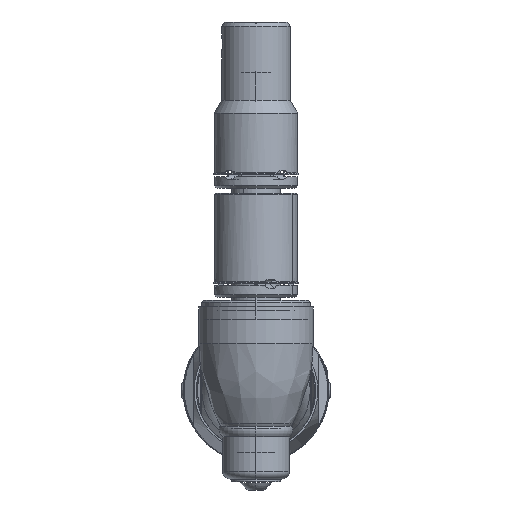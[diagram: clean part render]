
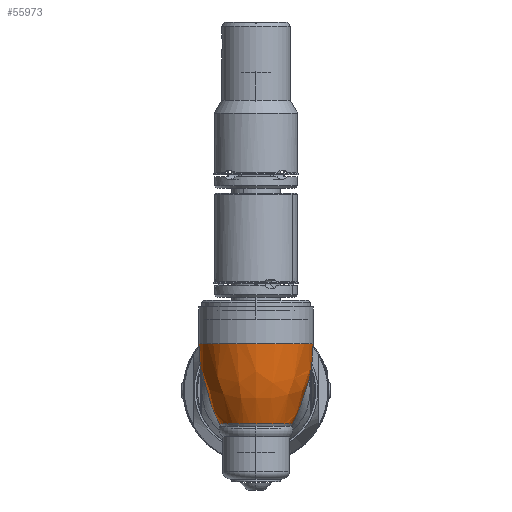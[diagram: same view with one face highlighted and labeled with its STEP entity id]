
A CAD part, left-side view. The second image highlights one B-rep face of the part: STEP entity #55973.
In plain terms, the highlighted free-form (B-spline) face has degree [3, 3] with [7, 4] control points.
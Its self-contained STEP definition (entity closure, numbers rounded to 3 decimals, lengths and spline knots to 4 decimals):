
#54519=CARTESIAN_POINT('',(-5.799,0.,-0.4005));
#54520=DIRECTION('',(0.,0.,-1.));
#54521=DIRECTION('',(0.327,-0.945,0.));
#54522=AXIS2_PLACEMENT_3D('',#54519,#54520,#54521);
#54529=CARTESIAN_POINT('',(-5.799,0.,0.562));
#54530=DIRECTION('',(0.,0.,-1.));
#54531=DIRECTION('',(0.713,-0.702,0.));
#54532=AXIS2_PLACEMENT_3D('',#54529,#54530,#54531);
#54664=CARTESIAN_POINT('',(-5.6551,0.4165,
-0.4005));
#54665=CARTESIAN_POINT('',(-5.6605,0.4245,
-0.3899));
#54666=CARTESIAN_POINT('',(-5.6709,0.4396,
-0.3689));
#54667=CARTESIAN_POINT('',(-5.6847,0.4595,
-0.3385));
#54668=CARTESIAN_POINT('',(-5.6962,0.477,
-0.3092));
#54669=CARTESIAN_POINT('',(-5.7048,0.4923,
-0.2811));
#54670=CARTESIAN_POINT('',(-5.7102,0.506,
-0.2537));
#54671=CARTESIAN_POINT('',(-5.712,0.5189,
-0.2251));
#54672=CARTESIAN_POINT('',(-5.709,0.5316,
-0.1942));
#54673=CARTESIAN_POINT('',(-5.7008,0.5437,
-0.1608));
#54674=CARTESIAN_POINT('',(-5.6872,0.5549,
-0.1249));
#54675=CARTESIAN_POINT('',(-5.6692,0.5649,
-0.0867));
#54676=CARTESIAN_POINT('',(-5.6479,0.5733,
-0.0469));
#54677=CARTESIAN_POINT('',(-5.624,0.5798,
-0.0054));
#54678=CARTESIAN_POINT('',(-5.5973,0.5845,
0.039));
#54679=CARTESIAN_POINT('',(-5.5674,0.5867,
0.0872));
#54680=CARTESIAN_POINT('',(-5.534,0.5859,
0.1399));
#54681=CARTESIAN_POINT('',(-5.4969,0.5809,
0.1978));
#54682=CARTESIAN_POINT('',(-5.4563,0.5705,
0.2608));
#54683=CARTESIAN_POINT('',(-5.4126,0.5532,
0.3284));
#54684=CARTESIAN_POINT('',(-5.3652,0.5268,
0.4019));
#54685=CARTESIAN_POINT('',(-5.3309,0.5004,
0.4552));
#54686=CARTESIAN_POINT('',(-5.3135,0.4845,
0.4825));
#54778=CARTESIAN_POINT('',(-5.3135,-0.4845,
0.4825));
#54779=CARTESIAN_POINT('',(-5.3304,-0.5,
0.456));
#54780=CARTESIAN_POINT('',(-5.3637,-0.5257,
0.4042));
#54781=CARTESIAN_POINT('',(-5.4097,-0.5518,
0.3328));
#54782=CARTESIAN_POINT('',(-5.4522,-0.5691,
0.2671));
#54783=CARTESIAN_POINT('',(-5.4916,-0.5798,
0.206));
#54784=CARTESIAN_POINT('',(-5.5276,-0.5852,
0.1499));
#54785=CARTESIAN_POINT('',(-5.5601,-0.5868,
0.0988));
#54786=CARTESIAN_POINT('',(-5.5891,-0.5853,
0.0523));
#54787=CARTESIAN_POINT('',(-5.615,-0.5816,
0.0097));
#54788=CARTESIAN_POINT('',(-5.6382,-0.5762,
-0.0298));
#54789=CARTESIAN_POINT('',(-5.6592,-0.5691,
-0.0676));
#54790=CARTESIAN_POINT('',(-5.6774,-0.5607,
-0.1036));
#54791=CARTESIAN_POINT('',(-5.6921,-0.5512,
-0.1371));
#54792=CARTESIAN_POINT('',(-5.7037,-0.5403,
-0.1705));
#54793=CARTESIAN_POINT('',(-5.7112,-0.5269,
-0.2064));
#54794=CARTESIAN_POINT('',(-5.7117,-0.5107,
-0.2439));
#54795=CARTESIAN_POINT('',(-5.7055,-0.4934,
-0.2791));
#54796=CARTESIAN_POINT('',(-5.6957,-0.4762,
-0.3106));
#54797=CARTESIAN_POINT('',(-5.6847,-0.4595,
-0.3384));
#54798=CARTESIAN_POINT('',(-5.6737,-0.4436,
-0.3628));
#54799=CARTESIAN_POINT('',(-5.6635,-0.429,
-0.3837));
#54800=CARTESIAN_POINT('',(-5.6577,-0.4205,
-0.3953));
#54801=CARTESIAN_POINT('',(-5.6551,-0.4165,
-0.4005));
#55004=CARTESIAN_POINT('',(-5.3091,0.4824,0.562));
#55005=CARTESIAN_POINT('',(-5.3091,0.4824,
0.5487));
#55006=CARTESIAN_POINT('',(-5.3098,0.4827,
0.5221));
#55007=CARTESIAN_POINT('',(-5.312,0.4838,
0.4956));
#55008=CARTESIAN_POINT('',(-5.3135,0.4845,
0.4825));
#55112=CARTESIAN_POINT('',(-5.3135,-0.4845,
0.4825));
#55113=CARTESIAN_POINT('',(-5.312,-0.4838,
0.4956));
#55114=CARTESIAN_POINT('',(-5.3098,-0.4827,
0.5221));
#55115=CARTESIAN_POINT('',(-5.3091,-0.4824,
0.5487));
#55116=CARTESIAN_POINT('',(-5.3091,-0.4824,0.562));
#55394=CARTESIAN_POINT('',(-5.6551,-0.4165,
-0.4005));
#55395=CARTESIAN_POINT('',(-5.6551,0.4165,
-0.4005));
#55396=VERTEX_POINT('',#55394);
#55397=VERTEX_POINT('',#55395);
#55400=VERTEX_POINT('',#55004);
#55401=VERTEX_POINT('',#55008);
#55409=VERTEX_POINT('',#55112);
#55410=VERTEX_POINT('',#55116);
#55931=CARTESIAN_POINT('',(-5.2658,-0.4339,
0.5821));
#55932=CARTESIAN_POINT('',(-5.2631,-0.4361,
0.23));
#55933=CARTESIAN_POINT('',(-5.3309,-0.3809,
-0.1111));
#55934=CARTESIAN_POINT('',(-5.4648,-0.272,
-0.418));
#55935=CARTESIAN_POINT('',(-5.7555,-1.0356,
0.5821));
#55936=CARTESIAN_POINT('',(-5.7553,-1.0409,
0.23));
#55937=CARTESIAN_POINT('',(-5.7608,-0.9091,
-0.1111));
#55938=CARTESIAN_POINT('',(-5.7717,-0.6492,
-0.418));
#55939=CARTESIAN_POINT('',(-6.4864,-0.7757,
0.5821));
#55940=CARTESIAN_POINT('',(-6.4899,-0.7797,
0.23));
#55941=CARTESIAN_POINT('',(-6.4025,-0.681,
-0.1111));
#55942=CARTESIAN_POINT('',(-6.2299,-0.4863,
-0.418));
#55943=CARTESIAN_POINT('',(-6.4864,0.,0.5821));
#55944=CARTESIAN_POINT('',(-6.4899,0.,0.23));
#55945=CARTESIAN_POINT('',(-6.4025,0.,-0.1111));
#55946=CARTESIAN_POINT('',(-6.2299,0.,-0.418));
#55947=CARTESIAN_POINT('',(-6.4864,0.7757,
0.5821));
#55948=CARTESIAN_POINT('',(-6.4899,0.7797,
0.23));
#55949=CARTESIAN_POINT('',(-6.4025,0.681,
-0.1111));
#55950=CARTESIAN_POINT('',(-6.2299,0.4863,
-0.418));
#55951=CARTESIAN_POINT('',(-5.7555,1.0356,
0.5821));
#55952=CARTESIAN_POINT('',(-5.7553,1.0409,
0.23));
#55953=CARTESIAN_POINT('',(-5.7608,0.9091,
-0.1111));
#55954=CARTESIAN_POINT('',(-5.7717,0.6492,
-0.418));
#55955=CARTESIAN_POINT('',(-5.2658,0.4339,
0.5821));
#55956=CARTESIAN_POINT('',(-5.2631,0.4361,
0.23));
#55957=CARTESIAN_POINT('',(-5.3309,0.3809,
-0.1111));
#55958=CARTESIAN_POINT('',(-5.4648,0.272,
-0.418));
#55959=(BOUNDED_SURFACE()B_SPLINE_SURFACE(3,3,((#55931,#55932,#55933,#55934),(
#55935,#55936,#55937,#55938),(#55939,#55940,#55941,#55942),(#55943,#55944,
#55945,#55946),(#55947,#55948,#55949,#55950),(#55951,#55952,#55953,#55954),(
#55955,#55956,#55957,#55958)),.UNSPECIFIED.,.F.,.F.,.F.)B_SPLINE_SURFACE_WITH_KNOTS((4,3,4),(4,4),(0.,1.,2.),(0.,1.),.UNSPECIFIED.)GEOMETRIC_REPRESENTATION_ITEM()RATIONAL_B_SPLINE_SURFACE(((1.524,1.49,
1.49,1.524),(0.848,0.829,
0.829,0.848),(0.848,0.829,
0.829,0.848),(1.524,1.49,
1.49,1.524),(0.848,0.829,
0.829,0.848),(0.848,0.829,
0.829,0.848),(1.524,1.49,
1.49,1.524)))REPRESENTATION_ITEM('')SURFACE());
#55961=ORIENTED_EDGE('',*,*,#55960,.F.);
#55963=ORIENTED_EDGE('',*,*,#55962,.T.);
#55964=ORIENTED_EDGE('',*,*,#55924,.T.);
#55966=ORIENTED_EDGE('',*,*,#55965,.T.);
#55968=ORIENTED_EDGE('',*,*,#55967,.F.);
#55970=ORIENTED_EDGE('',*,*,#55969,.F.);
#55971=EDGE_LOOP('',(#55961,#55963,#55964,#55966,#55968,#55970));
#55972=FACE_OUTER_BOUND('',#55971,.F.);
#55973=ADVANCED_FACE('',(#55972),#55959,.T.);
#54523=CIRCLE('',#54522,0.4407);
#54533=CIRCLE('',#54532,0.6875);
#54687=B_SPLINE_CURVE_WITH_KNOTS('',3,(#54664,#54665,#54666,#54667,#54668,
#54669,#54670,#54671,#54672,#54673,#54674,#54675,#54676,#54677,#54678,#54679,
#54680,#54681,#54682,#54683,#54684,#54685,#54686),.UNSPECIFIED.,.F.,.F.,(4,1,1,
1,1,1,1,1,1,1,1,1,1,1,1,1,1,1,1,1,4),(0.,0.05,0.1,0.15,0.2,0.25,
0.3,0.35,0.4,0.45,0.5,0.55,0.6,0.65,0.7,0.75,0.8,0.85,
0.9,0.95,1.),.UNSPECIFIED.);
#54802=B_SPLINE_CURVE_WITH_KNOTS('',3,(#54778,#54779,#54780,#54781,#54782,
#54783,#54784,#54785,#54786,#54787,#54788,#54789,#54790,#54791,#54792,#54793,
#54794,#54795,#54796,#54797,#54798,#54799,#54800,#54801),.UNSPECIFIED.,.F.,.F.,(
4,1,1,1,1,1,1,1,1,1,1,1,1,1,1,1,1,1,1,1,1,4),(0.,0.0476,
0.0952,0.1429,0.1905,0.2381,
0.2857,0.3333,0.381,0.4286,
0.4762,0.5238,0.5714,0.619,
0.6667,0.7143,0.7619,0.8095,
0.8571,0.9048,0.9524,1.),.UNSPECIFIED.);
#55009=B_SPLINE_CURVE_WITH_KNOTS('',3,(#55004,#55005,#55006,#55007,#55008),
.UNSPECIFIED.,.F.,.F.,(4,1,4),(0.,0.5,1.),.UNSPECIFIED.);
#55117=B_SPLINE_CURVE_WITH_KNOTS('',3,(#55112,#55113,#55114,#55115,#55116),
.UNSPECIFIED.,.F.,.F.,(4,1,4),(0.,0.5,1.),.UNSPECIFIED.);
#55924=EDGE_CURVE('',#55396,#55397,#54523,.T.);
#55960=EDGE_CURVE('',#55409,#55410,#55117,.T.);
#55962=EDGE_CURVE('',#55409,#55396,#54802,.T.);
#55965=EDGE_CURVE('',#55397,#55401,#54687,.T.);
#55967=EDGE_CURVE('',#55400,#55401,#55009,.T.);
#55969=EDGE_CURVE('',#55410,#55400,#54533,.T.);
